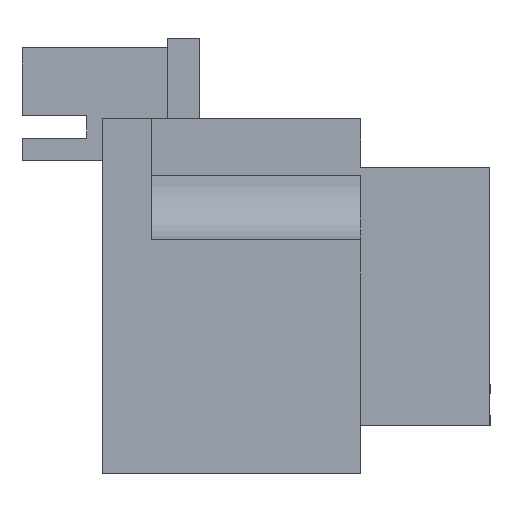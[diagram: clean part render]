
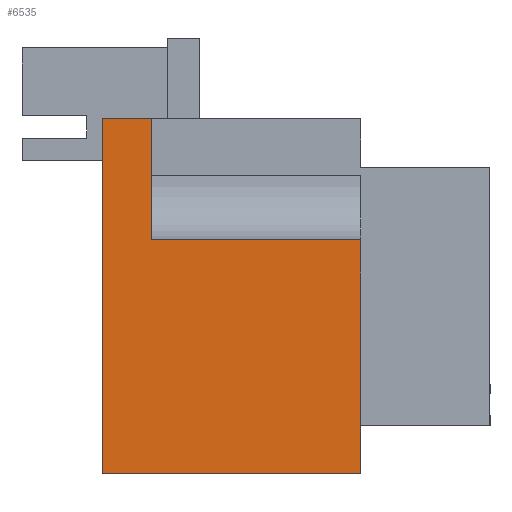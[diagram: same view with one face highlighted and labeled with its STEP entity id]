
A CAD part, left-side view. The second image highlights one B-rep face of the part: STEP entity #6535.
In plain terms, the highlighted planar face has unit normal (-1, 0, 0).
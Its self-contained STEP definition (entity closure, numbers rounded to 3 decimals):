
#249=PLANE('',#7034);
#608=FACE_OUTER_BOUND('',#1021,.T.);
#1021=EDGE_LOOP('',(#4823,#4824,#4825,#4826,#4827,#4828));
#1432=LINE('',#9326,#2215);
#1516=LINE('',#9546,#2299);
#1519=LINE('',#9557,#2302);
#1523=LINE('',#9564,#2306);
#1524=LINE('',#9566,#2307);
#1525=LINE('',#9567,#2308);
#2215=VECTOR('',#7514,10.);
#2299=VECTOR('',#7692,10.);
#2302=VECTOR('',#7703,10.);
#2306=VECTOR('',#7709,10.);
#2307=VECTOR('',#7712,10.);
#2308=VECTOR('',#7713,10.);
#3096=VERTEX_POINT('',#9323);
#3097=VERTEX_POINT('',#9325);
#3157=VERTEX_POINT('',#9540);
#3159=VERTEX_POINT('',#9544);
#3162=VERTEX_POINT('',#9554);
#3165=VERTEX_POINT('',#9562);
#3696=EDGE_CURVE('',#3097,#3096,#1432,.T.);
#3792=EDGE_CURVE('',#3157,#3159,#1516,.T.);
#3797=EDGE_CURVE('',#3159,#3162,#1519,.T.);
#3801=EDGE_CURVE('',#3096,#3165,#1523,.T.);
#3802=EDGE_CURVE('',#3097,#3162,#1524,.T.);
#3803=EDGE_CURVE('',#3165,#3157,#1525,.T.);
#4823=ORIENTED_EDGE('',*,*,#3792,.T.);
#4824=ORIENTED_EDGE('',*,*,#3797,.T.);
#4825=ORIENTED_EDGE('',*,*,#3802,.F.);
#4826=ORIENTED_EDGE('',*,*,#3696,.T.);
#4827=ORIENTED_EDGE('',*,*,#3801,.T.);
#4828=ORIENTED_EDGE('',*,*,#3803,.T.);
#6535=ADVANCED_FACE('',(#608),#249,.T.);
#7034=AXIS2_PLACEMENT_3D('',#9565,#7710,#7711);
#7514=DIRECTION('',(0.,-1.,0.));
#7692=DIRECTION('',(0.,0.,-1.));
#7703=DIRECTION('',(0.,1.,0.));
#7709=DIRECTION('',(0.,0.,1.));
#7710=DIRECTION('center_axis',(-1.,0.,0.));
#7711=DIRECTION('ref_axis',(0.,-1.,0.));
#7712=DIRECTION('',(0.,0.,1.));
#7713=DIRECTION('',(0.,1.,0.));
#9323=CARTESIAN_POINT('',(0.,0.,0.));
#9325=CARTESIAN_POINT('',(0.,11.,0.));
#9326=CARTESIAN_POINT('',(0.,11.,0.));
#9540=CARTESIAN_POINT('',(0.,7.25,8.));
#9544=CARTESIAN_POINT('',(0.,7.25,1.5));
#9546=CARTESIAN_POINT('',(0.,7.25,6.));
#9554=CARTESIAN_POINT('',(0.,11.,1.5));
#9557=CARTESIAN_POINT('',(0.,10.063,1.5));
#9562=CARTESIAN_POINT('',(0.,0.,8.));
#9564=CARTESIAN_POINT('',(0.,0.,0.));
#9565=CARTESIAN_POINT('Origin',(0.,11.,0.));
#9566=CARTESIAN_POINT('',(0.,11.,0.));
#9567=CARTESIAN_POINT('',(0.,8.25,8.));
